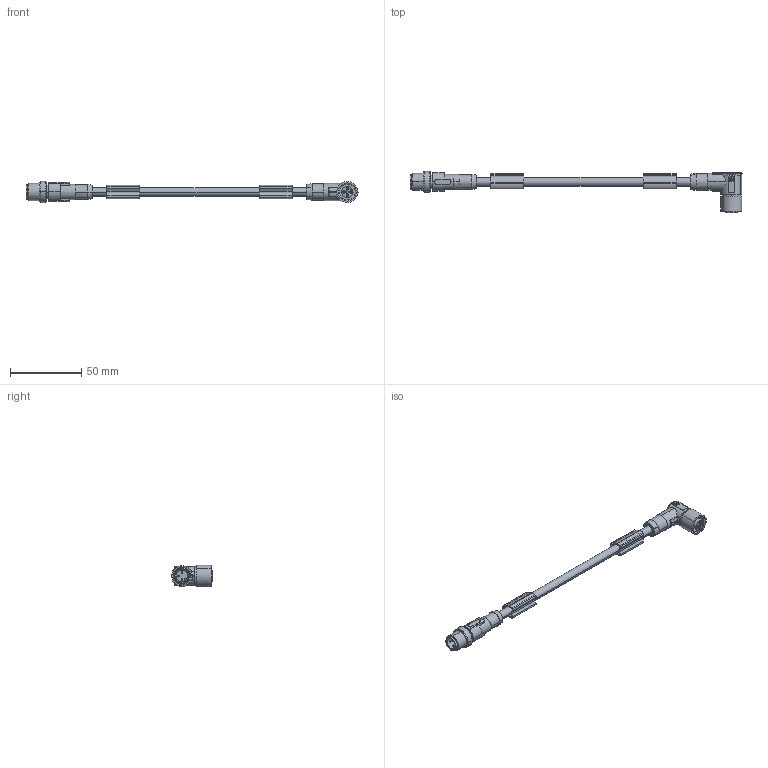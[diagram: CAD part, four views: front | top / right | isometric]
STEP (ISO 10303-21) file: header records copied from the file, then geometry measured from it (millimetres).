
FILE_DESCRIPTION(('SolidDesigner STEP Export'),'2;1');
FILE_NAME('1668467.stp','2011-12-01T 8:46:33',(''),(''),'CoCreate Modeling STEP processor for AP214 (Solid Model)','CoCreate Modeling 16.00A 16-Aug-2008 (C) Parametric Technology GmbH','');
FILE_SCHEMA(('AUTOMOTIVE_DESIGN { 1 0 10303 214 1 1 1 1 }'));
Length unit declared in the file: millimetre
Products named in the file (2): 1668467
Assembly tree (1 placements, depth 2):
  1668467
    1668467
Bounding box: 233.05 x 28.9 x 14.8 mm (x, y, z)
Volume: 16030.6 mm3; surface area: 11267.3 mm2
Topology: 1 solids, 1 shells, 419 faces, 1131 edges, 749 vertices
Faces by surface type: cylinder 210, plane 151, cone 29, extrusion 18, bspline 11
Entity records: 19303 total; most frequent: CARTESIAN_POINT 6144, ORIENTED_EDGE 2262, DIRECTION 1760, EDGE_CURVE 1131, VERTEX_POINT 749, AXIS2_PLACEMENT_3D 606, VECTOR 548, LINE 530
